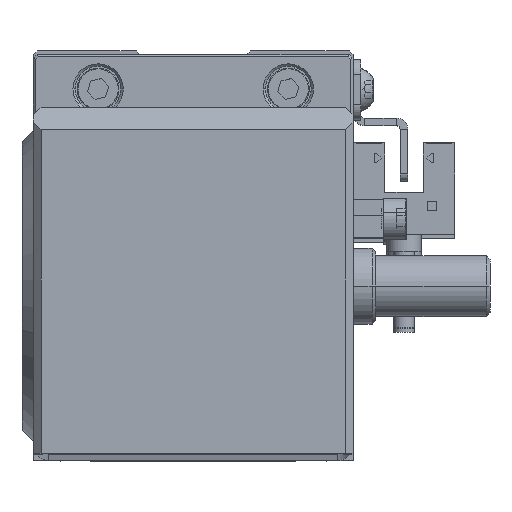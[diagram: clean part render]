
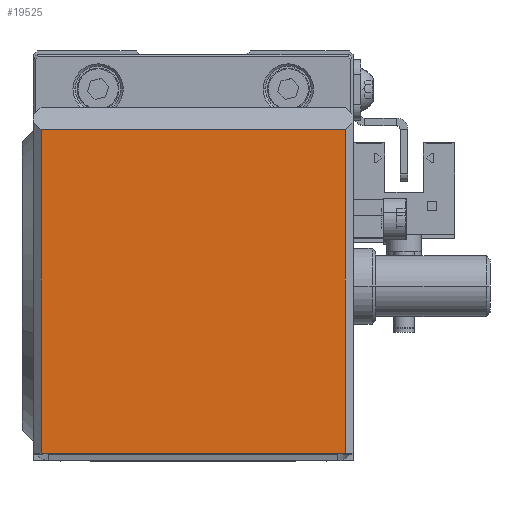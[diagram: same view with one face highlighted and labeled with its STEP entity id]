
A CAD part, top view. The second image highlights one B-rep face of the part: STEP entity #19525.
In plain terms, the highlighted planar face has unit normal (0, 0, 1).
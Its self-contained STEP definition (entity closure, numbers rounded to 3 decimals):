
#751 = DIRECTION ( 'NONE',  ( -1., 0., 0. ) ) ;
#2336 = VERTEX_POINT ( 'NONE', #8738 ) ;
#2343 = DIRECTION ( 'NONE',  ( 0., 0., -1. ) ) ;
#2539 = CARTESIAN_POINT ( 'NONE',  ( 20., 42.5, 0. ) ) ;
#3493 = LINE ( 'NONE', #26797, #16552 ) ;
#4445 = LINE ( 'NONE', #2539, #27065 ) ;
#4726 = DIRECTION ( 'NONE',  ( -1., 0., 0. ) ) ;
#5776 = LINE ( 'NONE', #17966, #13001 ) ;
#8738 = CARTESIAN_POINT ( 'NONE',  ( -20., 42.5, 0. ) ) ;
#8760 = EDGE_CURVE ( 'NONE', #2336, #23522, #3493, .T. ) ;
#10067 = FACE_OUTER_BOUND ( 'NONE', #18025, .T. ) ;
#10298 = EDGE_CURVE ( 'NONE', #19984, #27667, #4445, .T. ) ;
#10378 = DIRECTION ( 'NONE',  ( 1., 0., 0. ) ) ;
#13001 = VECTOR ( 'NONE', #751, 1000. ) ;
#13503 = DIRECTION ( 'NONE',  ( 0., -1., 0. ) ) ;
#13573 = LINE ( 'NONE', #21613, #14285 ) ;
#14285 = VECTOR ( 'NONE', #10378, 1000. ) ;
#16552 = VECTOR ( 'NONE', #13503, 1000. ) ;
#17022 = EDGE_CURVE ( 'NONE', #23522, #19984, #13573, .T. ) ;
#17672 = CARTESIAN_POINT ( 'NONE',  ( 20., 42.5, 0. ) ) ;
#17966 = CARTESIAN_POINT ( 'NONE',  ( -21., 42.5, 0. ) ) ;
#18025 = EDGE_LOOP ( 'NONE', ( #18239, #18859, #25538, #24058 ) ) ;
#18239 = ORIENTED_EDGE ( 'NONE', *, *, #25842, .T. ) ;
#18859 = ORIENTED_EDGE ( 'NONE', *, *, #8760, .T. ) ;
#19525 = ADVANCED_FACE ( 'NONE', ( #10067 ), #22057, .F. ) ;
#19984 = VERTEX_POINT ( 'NONE', #20234 ) ;
#20234 = CARTESIAN_POINT ( 'NONE',  ( 20., 0., 0. ) ) ;
#21613 = CARTESIAN_POINT ( 'NONE',  ( -21., 0., 0. ) ) ;
#22057 = PLANE ( 'NONE',  #25395 ) ;
#22279 = DIRECTION ( 'NONE',  ( 0., 1., 0. ) ) ;
#23522 = VERTEX_POINT ( 'NONE', #24234 ) ;
#24058 = ORIENTED_EDGE ( 'NONE', *, *, #10298, .T. ) ;
#24066 = CARTESIAN_POINT ( 'NONE',  ( 0., 0., 0. ) ) ;
#24234 = CARTESIAN_POINT ( 'NONE',  ( -20., 0., 0. ) ) ;
#25395 = AXIS2_PLACEMENT_3D ( 'NONE', #24066, #2343, #4726 ) ;
#25538 = ORIENTED_EDGE ( 'NONE', *, *, #17022, .T. ) ;
#25842 = EDGE_CURVE ( 'NONE', #27667, #2336, #5776, .T. ) ;
#26797 = CARTESIAN_POINT ( 'NONE',  ( -20., 0., 0. ) ) ;
#27065 = VECTOR ( 'NONE', #22279, 1000. ) ;
#27667 = VERTEX_POINT ( 'NONE', #17672 ) ;
